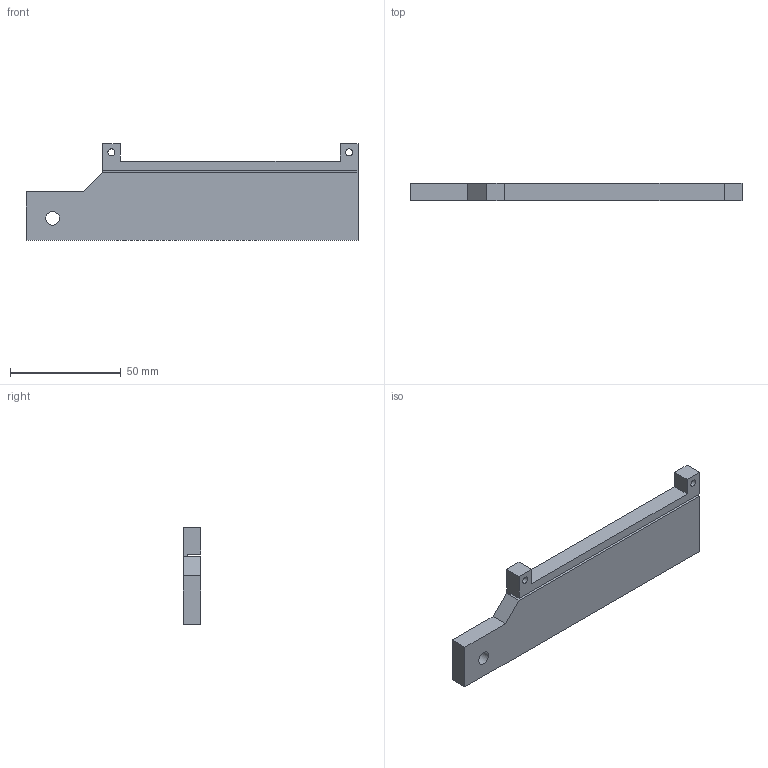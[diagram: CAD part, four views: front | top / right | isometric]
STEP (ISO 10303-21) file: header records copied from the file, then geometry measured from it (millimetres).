
FILE_DESCRIPTION(/* description */ (''),/* implementation_level */ '2;1');
FILE_NAME(/* name */ 'backwall.stp',/* time_stamp */ '2024-09-21T18:36:40-04:00',/* author */ ('Windows 7 was better'),/* organization */ (''),/* preprocessor_version */ 'ST-DEVELOPER v20',/* originating_system */ 'Autodesk Inventor 2025',/* authorisation */ '');
FILE_SCHEMA (('AUTOMOTIVE_DESIGN { 1 0 10303 214 3 1 1 }'));
Length unit declared in the file: millimetre
Products named in the file (1): backwall
Bounding box: 150 x 8 x 43.81 mm (x, y, z)
Volume: 39264.8 mm3; surface area: 14899.5 mm2
Topology: 1 solids, 1 shells, 20 faces, 53 edges, 35 vertices
Faces by surface type: plane 17, cylinder 3
Full cylindrical faces by diameter (mm): 3.2 x2, 6.2 x1
Entity records: 670 total; most frequent: CARTESIAN_POINT 109, ORIENTED_EDGE 106, DIRECTION 101, EDGE_CURVE 53, LINE 47, VECTOR 47, VERTEX_POINT 35, AXIS2_PLACEMENT_3D 27
